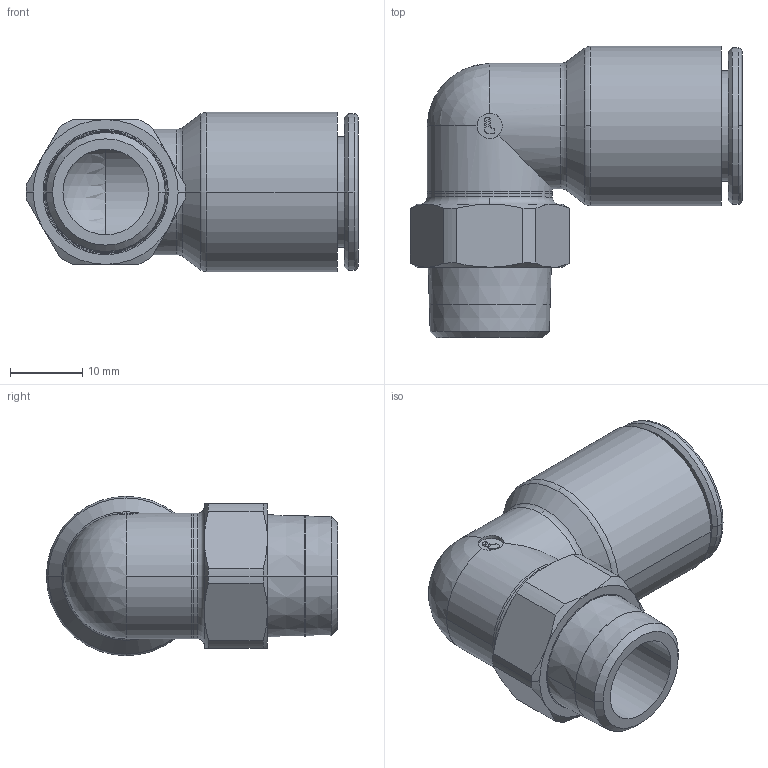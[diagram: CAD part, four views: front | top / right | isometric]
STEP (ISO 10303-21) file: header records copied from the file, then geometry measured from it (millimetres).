
FILE_DESCRIPTION(('STEP AP214'),'1');
FILE_NAME('3109_14_17.stp','2016-07-07T14:15:42',('TraceParts'),('TraceParts S.A.'),'Spatial InterOp 3D',' ',' ');
FILE_SCHEMA(('automotive_design'));
Length unit declared in the file: millimetre
Products named in the file (1): 1
Bounding box: 45.82 x 40.2 x 22 mm (x, y, z)
Volume: 9385 mm3; surface area: 7522.1 mm2
Topology: 1 solids, 1 shells, 105 faces, 257 edges, 162 vertices
Faces by surface type: cylinder 34, plane 33, cone 28, torus 8, sphere 2
Entity records: 3294 total; most frequent: CARTESIAN_POINT 777, DIRECTION 567, ORIENTED_EDGE 508, EDGE_CURVE 254, AXIS2_PLACEMENT_3D 236, VERTEX_POINT 162, CIRCLE 126, EDGE_LOOP 118
